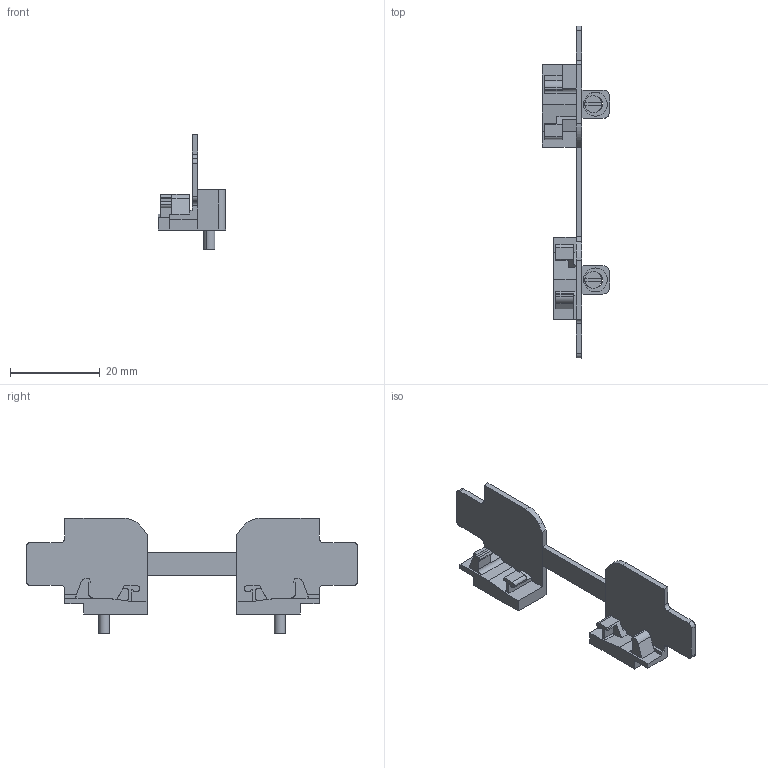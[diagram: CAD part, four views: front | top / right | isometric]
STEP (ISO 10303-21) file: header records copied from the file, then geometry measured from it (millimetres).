
FILE_DESCRIPTION(('CATIA V5R22 STEP214','CAx-IF Rec.Pracs.--- Model Styling and Organization---1.4--- 2014-01-23'),'2;1');
FILE_NAME ('024266-2_0', '2021-04-21T07:13:50+00:00', ('Weidmueller Interface'), ('Weidmueller'), 'CATIA Version 5-6 Release 2016 SP3 HF44', 'CATIA V5 STEP AP214', 'none');
FILE_SCHEMA(('AUTOMOTIVE_DESIGN { 1 0 10303 214 1 1 1 1 }'));
Length unit declared in the file: millimetre
Products named in the file (1): 38932_ZVLA_SC_ZPS2.5_AllCATPart
Bounding box: 14.95 x 73.8 x 25.7 mm (x, y, z)
Volume: 2550.4 mm3; surface area: 3859.5 mm2
Topology: 5 solids, 5 shells, 148 faces, 418 edges, 284 vertices
Faces by surface type: plane 102, cylinder 46
Entity records: 4685 total; most frequent: CARTESIAN_POINT 838, ORIENTED_EDGE 836, DIRECTION 688, EDGE_CURVE 418, VECTOR 316, LINE 316, VERTEX_POINT 284, AXIS2_PLACEMENT_3D 238
